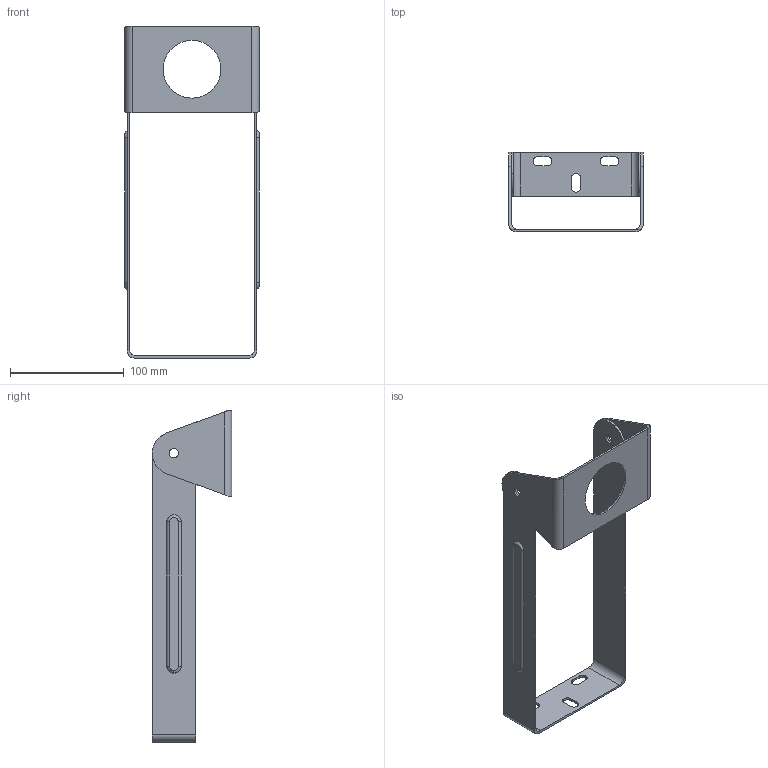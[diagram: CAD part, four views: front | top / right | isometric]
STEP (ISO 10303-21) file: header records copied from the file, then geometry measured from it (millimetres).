
FILE_DESCRIPTION (( 'STEP AP214' ), '1' );
FILE_NAME ('LM50-3S32.STEP', '2024-01-30T00:25:45', ( '' ), ( '' ), 'SwSTEP 2.0', 'SolidWorks 2021', '' );
FILE_SCHEMA (( 'AUTOMOTIVE_DESIGN' ));
Length unit declared in the file: inch
Products named in the file (1): LM50-3S32
Bounding box: 118.3 x 69.85 x 292.1 mm (x, y, z)
Volume: 80824.8 mm3; surface area: 79776 mm2
Topology: 2 solids, 2 shells, 69 faces, 185 edges, 122 vertices
Faces by surface type: cylinder 35, plane 28, bspline 6
Entity records: 2330 total; most frequent: CARTESIAN_POINT 509, DIRECTION 373, ORIENTED_EDGE 370, EDGE_CURVE 185, AXIS2_PLACEMENT_3D 138, VERTEX_POINT 122, VECTOR 97, LINE 97
